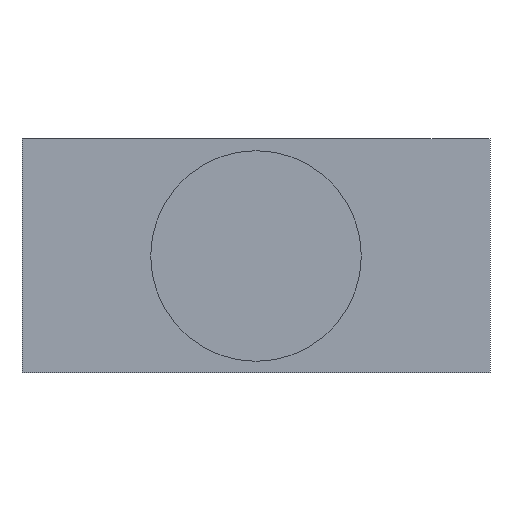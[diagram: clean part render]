
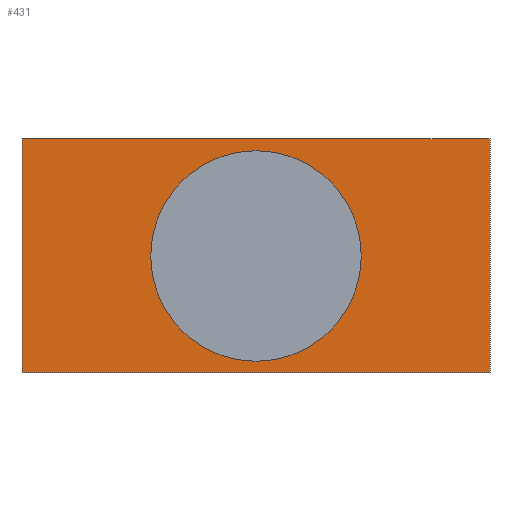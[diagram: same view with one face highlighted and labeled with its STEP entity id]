
A CAD part, left-side view. The second image highlights one B-rep face of the part: STEP entity #431.
In plain terms, the highlighted planar face has unit normal (-1, 0, 0).
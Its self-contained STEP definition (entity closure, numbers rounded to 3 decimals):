
#38=DIRECTION('',(0.,-1.,0.));
#39=VECTOR('',#38,500.);
#40=CARTESIAN_POINT('',(535.,250.,-25.));
#41=LINE('',#40,#39);
#66=DIRECTION('',(0.,-1.,0.));
#67=VECTOR('',#66,500.);
#68=CARTESIAN_POINT('',(535.,250.,225.));
#69=LINE('',#68,#67);
#134=DIRECTION('',(0.,0.,1.));
#135=VECTOR('',#134,250.);
#136=CARTESIAN_POINT('',(535.,250.,-25.));
#137=LINE('',#136,#135);
#138=CARTESIAN_POINT('',(535.,0.,100.));
#139=DIRECTION('',(1.,0.,0.));
#140=DIRECTION('',(0.,1.,0.));
#141=AXIS2_PLACEMENT_3D('',#138,#139,#140);
#143=CARTESIAN_POINT('',(535.,0.,100.));
#144=DIRECTION('',(1.,0.,0.));
#145=DIRECTION('',(0.,-1.,0.));
#146=AXIS2_PLACEMENT_3D('',#143,#144,#145);
#148=DIRECTION('',(0.,0.,1.));
#149=VECTOR('',#148,250.);
#150=CARTESIAN_POINT('',(535.,-250.,-25.));
#151=LINE('',#150,#149);
#174=CARTESIAN_POINT('',(535.,250.,-25.));
#175=CARTESIAN_POINT('',(535.,-250.,-25.));
#176=VERTEX_POINT('',#174);
#177=VERTEX_POINT('',#175);
#182=CARTESIAN_POINT('',(535.,250.,225.));
#183=CARTESIAN_POINT('',(535.,-250.,225.));
#184=VERTEX_POINT('',#182);
#185=VERTEX_POINT('',#183);
#226=CARTESIAN_POINT('',(535.,112.5,100.));
#227=CARTESIAN_POINT('',(535.,-112.5,100.));
#228=VERTEX_POINT('',#226);
#229=VERTEX_POINT('',#227);
#413=CARTESIAN_POINT('',(535.,250.,-25.));
#414=DIRECTION('',(-1.,0.,0.));
#415=DIRECTION('',(0.,-1.,0.));
#416=AXIS2_PLACEMENT_3D('',#413,#414,#415);
#417=PLANE('',#416);
#418=ORIENTED_EDGE('',*,*,#253,.F.);
#419=ORIENTED_EDGE('',*,*,#408,.T.);
#420=ORIENTED_EDGE('',*,*,#301,.T.);
#422=ORIENTED_EDGE('',*,*,#421,.F.);
#423=EDGE_LOOP('',(#418,#419,#420,#422));
#424=FACE_OUTER_BOUND('',#423,.F.);
#426=ORIENTED_EDGE('',*,*,#425,.F.);
#428=ORIENTED_EDGE('',*,*,#427,.F.);
#429=EDGE_LOOP('',(#426,#428));
#430=FACE_BOUND('',#429,.F.);
#431=ADVANCED_FACE('',(#424,#430),#417,.T.);
#142=CIRCLE('',#141,112.5);
#147=CIRCLE('',#146,112.5);
#253=EDGE_CURVE('',#176,#177,#41,.T.);
#301=EDGE_CURVE('',#184,#185,#69,.T.);
#408=EDGE_CURVE('',#176,#184,#137,.T.);
#421=EDGE_CURVE('',#177,#185,#151,.T.);
#425=EDGE_CURVE('',#228,#229,#142,.T.);
#427=EDGE_CURVE('',#229,#228,#147,.T.);
